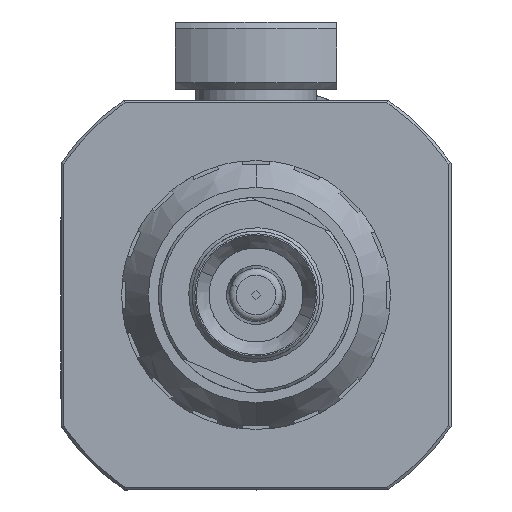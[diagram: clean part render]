
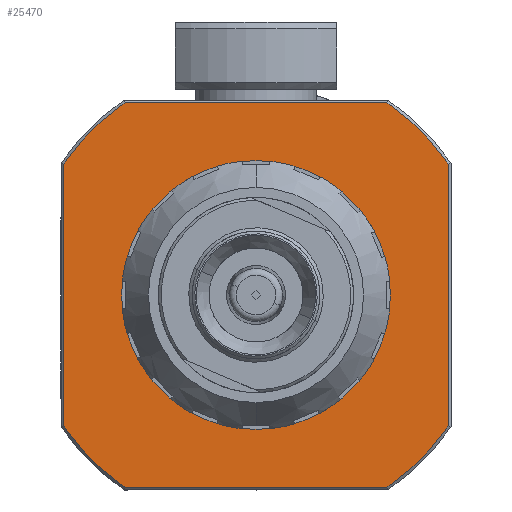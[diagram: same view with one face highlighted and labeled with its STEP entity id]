
A CAD part, front view. The second image highlights one B-rep face of the part: STEP entity #25470.
In plain terms, the highlighted face is planar.
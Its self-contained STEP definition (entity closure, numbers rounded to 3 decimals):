
#406 = EDGE_CURVE ( 'NONE', #22257, #18036, #11345, .T. ) ;
#1794 = CARTESIAN_POINT ( 'NONE',  ( 0., 0., 0. ) ) ;
#2146 = ORIENTED_EDGE ( 'NONE', *, *, #3415, .F. ) ;
#2260 = DIRECTION ( 'NONE',  ( 1., 0., 0. ) ) ;
#2522 = ORIENTED_EDGE ( 'NONE', *, *, #24255, .F. ) ;
#2645 = CARTESIAN_POINT ( 'NONE',  ( 0., -9.737, 14.3 ) ) ;
#2885 = DIRECTION ( 'NONE',  ( 0., 0., 1. ) ) ;
#2917 = CARTESIAN_POINT ( 'NONE',  ( 0., 9.737, 14.3 ) ) ;
#3195 = CARTESIAN_POINT ( 'NONE',  ( 0., 0., 0. ) ) ;
#3415 = EDGE_CURVE ( 'NONE', #32419, #43250, #47585, .T. ) ;
#4341 = EDGE_CURVE ( 'NONE', #30781, #35444, #9071, .T. ) ;
#4405 = DIRECTION ( 'NONE',  ( 1., 0., 0. ) ) ;
#5862 = LINE ( 'NONE', #27321, #14018 ) ;
#5948 = VERTEX_POINT ( 'NONE', #54350 ) ;
#6003 = DIRECTION ( 'NONE',  ( 0., 0., -1. ) ) ;
#6448 = DIRECTION ( 'NONE',  ( 0., 0., -1. ) ) ;
#6622 = CARTESIAN_POINT ( 'NONE',  ( 0., 0., 0. ) ) ;
#8011 = CARTESIAN_POINT ( 'NONE',  ( 0., 9.798, -14.3 ) ) ;
#9071 = LINE ( 'NONE', #9903, #10184 ) ;
#9397 = EDGE_CURVE ( 'NONE', #43250, #32419, #22803, .T. ) ;
#9515 = CIRCLE ( 'NONE', #16644, 17.3 ) ;
#9813 = CARTESIAN_POINT ( 'NONE',  ( 0., 14.3, -9.737 ) ) ;
#9903 = CARTESIAN_POINT ( 'NONE',  ( 0., 14.3, 9.798 ) ) ;
#10046 = DIRECTION ( 'NONE',  ( 0., 0., 1. ) ) ;
#10184 = VECTOR ( 'NONE', #6003, 1000. ) ;
#11345 = CIRCLE ( 'NONE', #16707, 17.3 ) ;
#11551 = CARTESIAN_POINT ( 'NONE',  ( 0., 0., 10. ) ) ;
#12513 = DIRECTION ( 'NONE',  ( 1., 0., 0. ) ) ;
#13772 = CARTESIAN_POINT ( 'NONE',  ( 0., 14.3, 9.737 ) ) ;
#14018 = VECTOR ( 'NONE', #44901, 1000. ) ;
#14874 = ORIENTED_EDGE ( 'NONE', *, *, #4341, .T. ) ;
#15287 = EDGE_LOOP ( 'NONE', ( #41892, #2522, #37176, #31320, #14874, #49659, #33580, #43407 ) ) ;
#15339 = FACE_BOUND ( 'NONE', #54592, .T. ) ;
#15679 = DIRECTION ( 'NONE',  ( -1., 0., 0. ) ) ;
#15861 = AXIS2_PLACEMENT_3D ( 'NONE', #33698, #12513, #29507 ) ;
#16033 = EDGE_CURVE ( 'NONE', #39352, #35444, #9515, .T. ) ;
#16644 = AXIS2_PLACEMENT_3D ( 'NONE', #3195, #40296, #44774 ) ;
#16707 = AXIS2_PLACEMENT_3D ( 'NONE', #26115, #4405, #26393 ) ;
#16934 = EDGE_CURVE ( 'NONE', #39352, #18036, #41206, .T. ) ;
#18036 = VERTEX_POINT ( 'NONE', #41177 ) ;
#18788 = DIRECTION ( 'NONE',  ( -1., 0., 0. ) ) ;
#22257 = VERTEX_POINT ( 'NONE', #48325 ) ;
#22586 = LINE ( 'NONE', #26209, #45379 ) ;
#22803 = CIRCLE ( 'NONE', #54041, 10. ) ;
#23186 = VERTEX_POINT ( 'NONE', #2917 ) ;
#24255 = EDGE_CURVE ( 'NONE', #32335, #5948, #27464, .T. ) ;
#25470 = ADVANCED_FACE ( 'NONE', ( #35719, #15339 ), #44385, .F. ) ;
#26115 = CARTESIAN_POINT ( 'NONE',  ( 0., 0., 0. ) ) ;
#26209 = CARTESIAN_POINT ( 'NONE',  ( 0., -14.3, 9.798 ) ) ;
#26393 = DIRECTION ( 'NONE',  ( 0., 0., -1. ) ) ;
#27321 = CARTESIAN_POINT ( 'NONE',  ( 0., 9.798, 14.3 ) ) ;
#27464 = CIRCLE ( 'NONE', #31916, 17.3 ) ;
#29133 = VECTOR ( 'NONE', #45127, 1000. ) ;
#29507 = DIRECTION ( 'NONE',  ( 0., 0., -1. ) ) ;
#30781 = VERTEX_POINT ( 'NONE', #13772 ) ;
#31320 = ORIENTED_EDGE ( 'NONE', *, *, #45576, .F. ) ;
#31509 = AXIS2_PLACEMENT_3D ( 'NONE', #50034, #15679, #2885 ) ;
#31916 = AXIS2_PLACEMENT_3D ( 'NONE', #6622, #40354, #40636 ) ;
#32335 = VERTEX_POINT ( 'NONE', #2645 ) ;
#32419 = VERTEX_POINT ( 'NONE', #11551 ) ;
#32918 = CARTESIAN_POINT ( 'NONE',  ( 0., 0., -10. ) ) ;
#33580 = ORIENTED_EDGE ( 'NONE', *, *, #16934, .T. ) ;
#33656 = CIRCLE ( 'NONE', #15861, 17.3 ) ;
#33698 = CARTESIAN_POINT ( 'NONE',  ( 0., 0., 0. ) ) ;
#33897 = EDGE_CURVE ( 'NONE', #22257, #5948, #22586, .T. ) ;
#35444 = VERTEX_POINT ( 'NONE', #9813 ) ;
#35719 = FACE_OUTER_BOUND ( 'NONE', #15287, .T. ) ;
#35801 = DIRECTION ( 'NONE',  ( 0., 0., 1. ) ) ;
#37176 = ORIENTED_EDGE ( 'NONE', *, *, #45390, .T. ) ;
#39081 = AXIS2_PLACEMENT_3D ( 'NONE', #52784, #2260, #6448 ) ;
#39352 = VERTEX_POINT ( 'NONE', #48309 ) ;
#40296 = DIRECTION ( 'NONE',  ( 1., 0., 0. ) ) ;
#40354 = DIRECTION ( 'NONE',  ( 1., 0., 0. ) ) ;
#40636 = DIRECTION ( 'NONE',  ( 0., 1., 0. ) ) ;
#41177 = CARTESIAN_POINT ( 'NONE',  ( 0., -9.737, -14.3 ) ) ;
#41206 = LINE ( 'NONE', #8011, #29133 ) ;
#41892 = ORIENTED_EDGE ( 'NONE', *, *, #33897, .T. ) ;
#43250 = VERTEX_POINT ( 'NONE', #32918 ) ;
#43407 = ORIENTED_EDGE ( 'NONE', *, *, #406, .F. ) ;
#44385 = PLANE ( 'NONE',  #39081 ) ;
#44774 = DIRECTION ( 'NONE',  ( 0., 0., -1. ) ) ;
#44901 = DIRECTION ( 'NONE',  ( 0., 1., 0. ) ) ;
#45127 = DIRECTION ( 'NONE',  ( 0., -1., 0. ) ) ;
#45379 = VECTOR ( 'NONE', #10046, 1000. ) ;
#45390 = EDGE_CURVE ( 'NONE', #32335, #23186, #5862, .T. ) ;
#45576 = EDGE_CURVE ( 'NONE', #30781, #23186, #33656, .T. ) ;
#47585 = CIRCLE ( 'NONE', #31509, 10. ) ;
#48309 = CARTESIAN_POINT ( 'NONE',  ( 0., 9.737, -14.3 ) ) ;
#48325 = CARTESIAN_POINT ( 'NONE',  ( 0., -14.3, -9.737 ) ) ;
#49659 = ORIENTED_EDGE ( 'NONE', *, *, #16033, .F. ) ;
#50034 = CARTESIAN_POINT ( 'NONE',  ( 0., 0., 0. ) ) ;
#52784 = CARTESIAN_POINT ( 'NONE',  ( 0., 0., 0. ) ) ;
#53484 = ORIENTED_EDGE ( 'NONE', *, *, #9397, .F. ) ;
#54041 = AXIS2_PLACEMENT_3D ( 'NONE', #1794, #18788, #35801 ) ;
#54350 = CARTESIAN_POINT ( 'NONE',  ( 0., -14.3, 9.737 ) ) ;
#54592 = EDGE_LOOP ( 'NONE', ( #2146, #53484 ) ) ;
